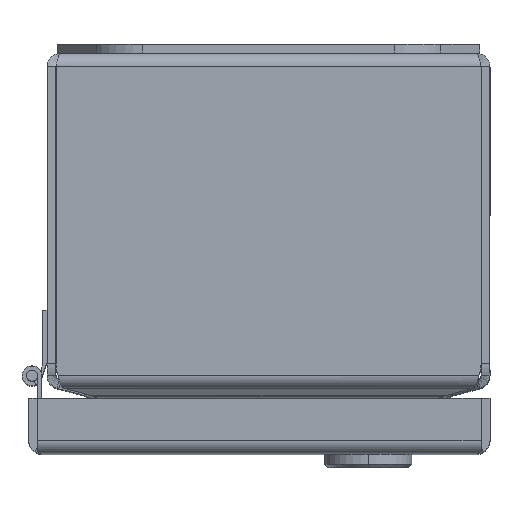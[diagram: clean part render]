
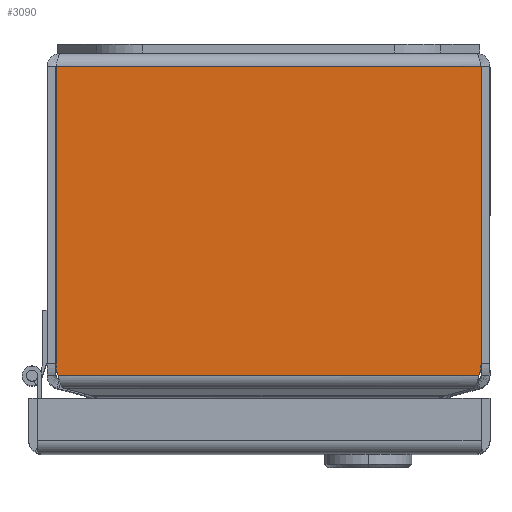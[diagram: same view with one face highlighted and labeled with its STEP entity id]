
A CAD part, top view. The second image highlights one B-rep face of the part: STEP entity #3090.
In plain terms, the highlighted planar face has unit normal (0, 0, 1).
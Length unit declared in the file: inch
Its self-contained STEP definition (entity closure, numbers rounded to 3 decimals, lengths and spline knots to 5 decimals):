
#64 = FACE_OUTER_BOUND ( 'NONE', #15668, .T. ) ;
#297 = CARTESIAN_POINT ( 'NONE',  ( -1.63789, -2.80503, 2. ) ) ;
#1092 = CARTESIAN_POINT ( 'NONE',  ( 13.33175, 0., 2. ) ) ;
#1450 = LINE ( 'NONE', #2561, #4314 ) ;
#1530 = VERTEX_POINT ( 'NONE', #5247 ) ;
#1653 = VECTOR ( 'NONE', #8319, 39.37008 ) ;
#1896 = VERTEX_POINT ( 'NONE', #8597 ) ;
#2020 = AXIS2_PLACEMENT_3D ( 'NONE', #1092, #7419, #3587 ) ;
#2474 = DIRECTION ( 'NONE',  ( 0., -1., 0. ) ) ;
#2561 = CARTESIAN_POINT ( 'NONE',  ( 1.91889, -0.1215, 2. ) ) ;
#3090 = ADVANCED_FACE ( 'NONE', ( #64 ), #14543, .F. ) ;
#3146 = VECTOR ( 'NONE', #2474, 39.37008 ) ;
#3452 = VERTEX_POINT ( 'NONE', #4634 ) ;
#3587 = DIRECTION ( 'NONE',  ( 0., 1., 0. ) ) ;
#3749 = LINE ( 'NONE', #13425, #3146 ) ;
#3758 = CARTESIAN_POINT ( 'NONE',  ( -1.91889, -2.80503, 2. ) ) ;
#3816 = DIRECTION ( 'NONE',  ( 0., 0., -1. ) ) ;
#3983 = ORIENTED_EDGE ( 'NONE', *, *, #11906, .F. ) ;
#4314 = VECTOR ( 'NONE', #12315, 39.37008 ) ;
#4455 = EDGE_CURVE ( 'NONE', #1530, #6717, #7279, .T. ) ;
#4634 = CARTESIAN_POINT ( 'NONE',  ( 1.91889, -0.1215, 2. ) ) ;
#4756 = CARTESIAN_POINT ( 'NONE',  ( 1.91889, -2.80503, 2. ) ) ;
#5247 = CARTESIAN_POINT ( 'NONE',  ( -1.89982, -2.90677, 2. ) ) ;
#5553 = EDGE_CURVE ( 'NONE', #1896, #3452, #13351, .T. ) ;
#6001 = AXIS2_PLACEMENT_3D ( 'NONE', #297, #3816, #6142 ) ;
#6048 = DIRECTION ( 'NONE',  ( 0., 0., -1. ) ) ;
#6142 = DIRECTION ( 'NONE',  ( 0., 1., 0. ) ) ;
#6228 = VERTEX_POINT ( 'NONE', #15621 ) ;
#6361 = CARTESIAN_POINT ( 'NONE',  ( 13.33175, -2.90677, 2. ) ) ;
#6514 = LINE ( 'NONE', #6361, #10100 ) ;
#6717 = VERTEX_POINT ( 'NONE', #3758 ) ;
#7023 = EDGE_CURVE ( 'NONE', #3452, #9890, #1450, .T. ) ;
#7089 = DIRECTION ( 'NONE',  ( 0., 1., 0. ) ) ;
#7119 = ORIENTED_EDGE ( 'NONE', *, *, #4455, .F. ) ;
#7279 = CIRCLE ( 'NONE', #6001, 0.281 ) ;
#7419 = DIRECTION ( 'NONE',  ( 0., 0., -1. ) ) ;
#7966 = ORIENTED_EDGE ( 'NONE', *, *, #12061, .F. ) ;
#8045 = AXIS2_PLACEMENT_3D ( 'NONE', #9644, #6048, #7089 ) ;
#8319 = DIRECTION ( 'NONE',  ( 1., 0., 0. ) ) ;
#8458 = EDGE_CURVE ( 'NONE', #1896, #6717, #3749, .T. ) ;
#8597 = CARTESIAN_POINT ( 'NONE',  ( -1.91889, -0.1215, 2. ) ) ;
#9644 = CARTESIAN_POINT ( 'NONE',  ( 1.63789, -2.80503, 2. ) ) ;
#9880 = DIRECTION ( 'NONE',  ( -1., 0., 0. ) ) ;
#9890 = VERTEX_POINT ( 'NONE', #4756 ) ;
#10100 = VECTOR ( 'NONE', #9880, 39.37008 ) ;
#11906 = EDGE_CURVE ( 'NONE', #9890, #6228, #14697, .T. ) ;
#11998 = CARTESIAN_POINT ( 'NONE',  ( -1.8785, -0.1215, 2. ) ) ;
#12026 = ORIENTED_EDGE ( 'NONE', *, *, #5553, .F. ) ;
#12061 = EDGE_CURVE ( 'NONE', #6228, #1530, #6514, .T. ) ;
#12315 = DIRECTION ( 'NONE',  ( 0., -1., 0. ) ) ;
#13092 = ORIENTED_EDGE ( 'NONE', *, *, #8458, .T. ) ;
#13351 = LINE ( 'NONE', #11998, #1653 ) ;
#13425 = CARTESIAN_POINT ( 'NONE',  ( -1.91889, -0.1215, 2. ) ) ;
#13777 = ORIENTED_EDGE ( 'NONE', *, *, #7023, .F. ) ;
#14543 = PLANE ( 'NONE',  #2020 ) ;
#14697 = CIRCLE ( 'NONE', #8045, 0.281 ) ;
#15621 = CARTESIAN_POINT ( 'NONE',  ( 1.89982, -2.90677, 2. ) ) ;
#15668 = EDGE_LOOP ( 'NONE', ( #3983, #13777, #12026, #13092, #7119, #7966 ) ) ;
